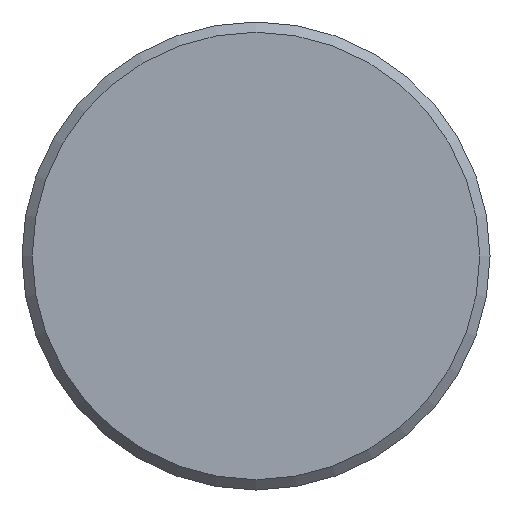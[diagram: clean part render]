
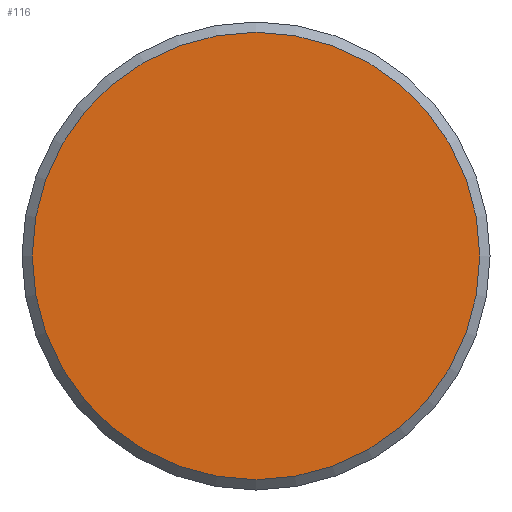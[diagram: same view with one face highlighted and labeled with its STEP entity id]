
A CAD part, left-side view. The second image highlights one B-rep face of the part: STEP entity #116.
In plain terms, the highlighted planar face has unit normal (-1, 0, 0).
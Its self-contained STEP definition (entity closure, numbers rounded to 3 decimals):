
#116=ADVANCED_FACE('',(#125),#122,.T.);
#122=PLANE('',#201);
#125=FACE_OUTER_BOUND('',#135,.T.);
#135=EDGE_LOOP('',(#153));
#153=ORIENTED_EDGE('',*,*,#176,.T.);
#167=VERTEX_POINT('',#266);
#176=EDGE_CURVE('',#167,#167,#185,.T.);
#185=CIRCLE('',#200,15.3);
#200=AXIS2_PLACEMENT_3D('',#265,#231,#232);
#201=AXIS2_PLACEMENT_3D('',#267,#233,#234);
#231=DIRECTION('',(-1.,0.,0.));
#232=DIRECTION('',(0.,0.,1.));
#233=DIRECTION('',(-1.,0.,0.));
#234=DIRECTION('',(0.,0.,1.));
#265=CARTESIAN_POINT('',(-2.3,0.,0.));
#266=CARTESIAN_POINT('',(-2.3,0.,15.3));
#267=CARTESIAN_POINT('',(-2.3,4.5,0.));
